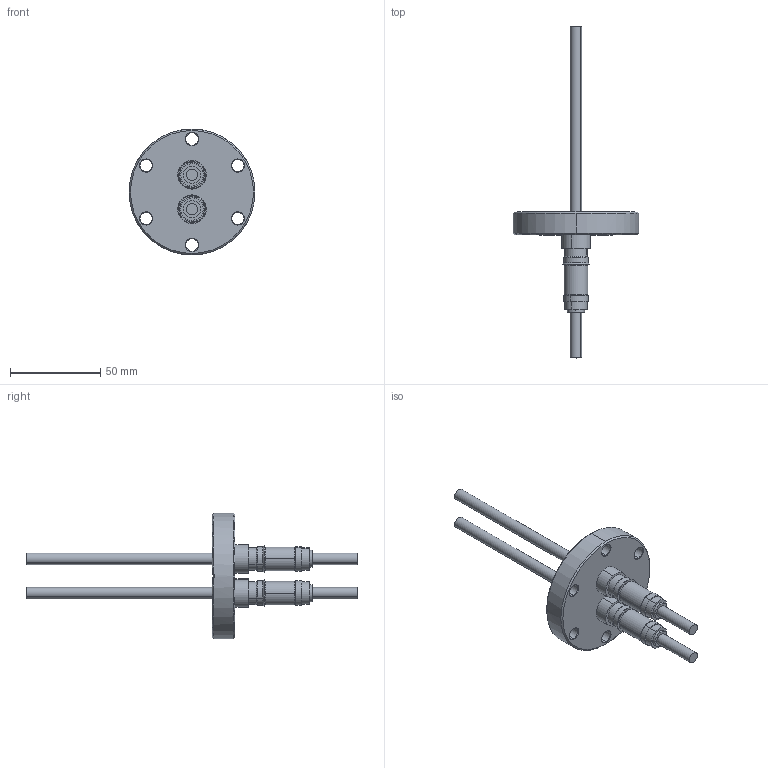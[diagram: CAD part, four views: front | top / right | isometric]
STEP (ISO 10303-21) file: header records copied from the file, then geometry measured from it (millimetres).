
FILE_DESCRIPTION (( 'STEP AP203' ), '1' );
FILE_NAME ('A0065-1-CF.STEP', '2019-10-23T15:07:34', ( '' ), ( '' ), 'SwSTEP 2.0', 'SolidWorks 2019', '' );
FILE_SCHEMA (( 'CONFIG_CONTROL_DESIGN' ));
Length unit declared in the file: inch
Products named in the file (1): A0065-1-CF
Bounding box: 69.85 x 184.15 x 69.85 mm (x, y, z)
Volume: 61397.1 mm3; surface area: 25856.9 mm2
Topology: 1 solids, 3 shells, 179 faces, 384 edges, 239 vertices
Faces by surface type: cylinder 90, cone 43, plane 42, torus 4
Entity records: 5014 total; most frequent: DIRECTION 973, CARTESIAN_POINT 815, ORIENTED_EDGE 768, AXIS2_PLACEMENT_3D 413, EDGE_CURVE 384, VERTEX_POINT 239, CIRCLE 233, EDGE_LOOP 223
